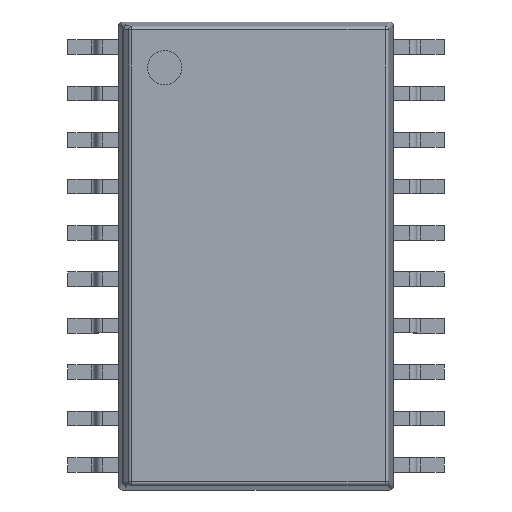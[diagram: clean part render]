
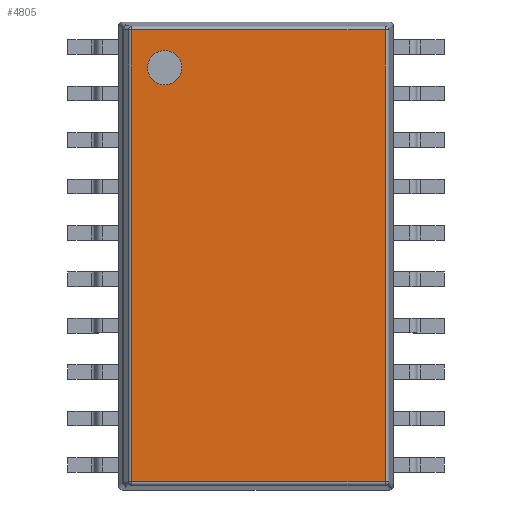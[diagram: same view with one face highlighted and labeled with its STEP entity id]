
A CAD part, top view. The second image highlights one B-rep face of the part: STEP entity #4805.
In plain terms, the highlighted planar face has unit normal (0, 0, 1).
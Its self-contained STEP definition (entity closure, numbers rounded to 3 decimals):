
#3960 = CYLINDRICAL_SURFACE('',#3961,0.1);
#3961 = AXIS2_PLACEMENT_3D('',#3962,#3963,#3964);
#3962 = CARTESIAN_POINT('',(0.3,12.581,2.55));
#3963 = DIRECTION('',(1.,0.,0.));
#3964 = DIRECTION('',(-0.,0.995,0.105));
#4161 = CYLINDRICAL_SURFACE('',#4162,0.1);
#4162 = AXIS2_PLACEMENT_3D('',#4163,#4164,#4165);
#4163 = CARTESIAN_POINT('',(0.3,0.219,2.55));
#4164 = DIRECTION('',(1.,-0.,0.));
#4165 = DIRECTION('',(-0.,-0.995,0.105));
#4262 = CYLINDRICAL_SURFACE('',#4263,0.1);
#4263 = AXIS2_PLACEMENT_3D('',#4264,#4265,#4266);
#4264 = CARTESIAN_POINT('',(0.341,0.129,2.55));
#4265 = DIRECTION('',(0.,1.,0.));
#4266 = DIRECTION('',(-0.707,0.,0.707));
#4423 = VERTEX_POINT('',#4424);
#4424 = CARTESIAN_POINT('',(0.341,12.581,2.65));
#4457 = EDGE_CURVE('',#4423,#4458,#4460,.T.);
#4458 = VERTEX_POINT('',#4459);
#4459 = CARTESIAN_POINT('',(7.281,12.581,2.65));
#4460 = SURFACE_CURVE('',#4461,(#4465,#4472),.PCURVE_S1.);
#4461 = LINE('',#4462,#4463);
#4462 = CARTESIAN_POINT('',(0.3,12.581,2.65));
#4463 = VECTOR('',#4464,1.);
#4464 = DIRECTION('',(1.,0.,0.));
#4465 = PCURVE('',#3960,#4466);
#4466 = DEFINITIONAL_REPRESENTATION('',(#4467),#4471);
#4467 = LINE('',#4468,#4469);
#4468 = CARTESIAN_POINT('',(1.466,0.));
#4469 = VECTOR('',#4470,1.);
#4470 = DIRECTION('',(0.,1.));
#4471 = ( GEOMETRIC_REPRESENTATION_CONTEXT(2) 
PARAMETRIC_REPRESENTATION_CONTEXT() REPRESENTATION_CONTEXT('2D SPACE',''
  ) );
#4472 = PCURVE('',#4473,#4478);
#4473 = PLANE('',#4474);
#4474 = AXIS2_PLACEMENT_3D('',#4475,#4476,#4477);
#4475 = CARTESIAN_POINT('',(0.,0.,2.65));
#4476 = DIRECTION('',(0.,0.,1.));
#4477 = DIRECTION('',(1.,0.,-0.));
#4478 = DEFINITIONAL_REPRESENTATION('',(#4479),#4483);
#4479 = LINE('',#4480,#4481);
#4480 = CARTESIAN_POINT('',(0.3,12.581));
#4481 = VECTOR('',#4482,1.);
#4482 = DIRECTION('',(1.,0.));
#4483 = ( GEOMETRIC_REPRESENTATION_CONTEXT(2) 
PARAMETRIC_REPRESENTATION_CONTEXT() REPRESENTATION_CONTEXT('2D SPACE',''
  ) );
#4601 = VERTEX_POINT('',#4602);
#4602 = CARTESIAN_POINT('',(0.341,0.219,2.65));
#4635 = EDGE_CURVE('',#4601,#4636,#4638,.T.);
#4636 = VERTEX_POINT('',#4637);
#4637 = CARTESIAN_POINT('',(7.281,0.219,2.65));
#4638 = SURFACE_CURVE('',#4639,(#4643,#4650),.PCURVE_S1.);
#4639 = LINE('',#4640,#4641);
#4640 = CARTESIAN_POINT('',(0.3,0.219,2.65));
#4641 = VECTOR('',#4642,1.);
#4642 = DIRECTION('',(1.,-0.,0.));
#4643 = PCURVE('',#4161,#4644);
#4644 = DEFINITIONAL_REPRESENTATION('',(#4645),#4649);
#4645 = LINE('',#4646,#4647);
#4646 = CARTESIAN_POINT('',(-1.466,0.));
#4647 = VECTOR('',#4648,1.);
#4648 = DIRECTION('',(-0.,1.));
#4649 = ( GEOMETRIC_REPRESENTATION_CONTEXT(2) 
PARAMETRIC_REPRESENTATION_CONTEXT() REPRESENTATION_CONTEXT('2D SPACE',''
  ) );
#4650 = PCURVE('',#4473,#4651);
#4651 = DEFINITIONAL_REPRESENTATION('',(#4652),#4656);
#4652 = LINE('',#4653,#4654);
#4653 = CARTESIAN_POINT('',(0.3,0.219));
#4654 = VECTOR('',#4655,1.);
#4655 = DIRECTION('',(1.,0.));
#4656 = ( GEOMETRIC_REPRESENTATION_CONTEXT(2) 
PARAMETRIC_REPRESENTATION_CONTEXT() REPRESENTATION_CONTEXT('2D SPACE',''
  ) );
#4701 = EDGE_CURVE('',#4601,#4423,#4702,.T.);
#4702 = SURFACE_CURVE('',#4703,(#4707,#4714),.PCURVE_S1.);
#4703 = LINE('',#4704,#4705);
#4704 = CARTESIAN_POINT('',(0.341,0.129,2.65));
#4705 = VECTOR('',#4706,1.);
#4706 = DIRECTION('',(0.,1.,0.));
#4707 = PCURVE('',#4262,#4708);
#4708 = DEFINITIONAL_REPRESENTATION('',(#4709),#4713);
#4709 = LINE('',#4710,#4711);
#4710 = CARTESIAN_POINT('',(0.785,0.));
#4711 = VECTOR('',#4712,1.);
#4712 = DIRECTION('',(0.,1.));
#4713 = ( GEOMETRIC_REPRESENTATION_CONTEXT(2) 
PARAMETRIC_REPRESENTATION_CONTEXT() REPRESENTATION_CONTEXT('2D SPACE',''
  ) );
#4714 = PCURVE('',#4473,#4715);
#4715 = DEFINITIONAL_REPRESENTATION('',(#4716),#4720);
#4716 = LINE('',#4717,#4718);
#4717 = CARTESIAN_POINT('',(0.341,0.129));
#4718 = VECTOR('',#4719,1.);
#4719 = DIRECTION('',(0.,1.));
#4720 = ( GEOMETRIC_REPRESENTATION_CONTEXT(2) 
PARAMETRIC_REPRESENTATION_CONTEXT() REPRESENTATION_CONTEXT('2D SPACE',''
  ) );
#4762 = CYLINDRICAL_SURFACE('',#4763,0.1);
#4763 = AXIS2_PLACEMENT_3D('',#4764,#4765,#4766);
#4764 = CARTESIAN_POINT('',(7.281,0.129,2.55));
#4765 = DIRECTION('',(0.,1.,-0.));
#4766 = DIRECTION('',(0.995,0.,0.105));
#4805 = ADVANCED_FACE('',(#4806,#4832),#4473,.T.);
#4806 = FACE_BOUND('',#4807,.T.);
#4807 = EDGE_LOOP('',(#4808,#4809,#4810,#4811));
#4808 = ORIENTED_EDGE('',*,*,#4457,.F.);
#4809 = ORIENTED_EDGE('',*,*,#4701,.F.);
#4810 = ORIENTED_EDGE('',*,*,#4635,.T.);
#4811 = ORIENTED_EDGE('',*,*,#4812,.T.);
#4812 = EDGE_CURVE('',#4636,#4458,#4813,.T.);
#4813 = SURFACE_CURVE('',#4814,(#4818,#4825),.PCURVE_S1.);
#4814 = LINE('',#4815,#4816);
#4815 = CARTESIAN_POINT('',(7.281,0.129,2.65));
#4816 = VECTOR('',#4817,1.);
#4817 = DIRECTION('',(0.,1.,-0.));
#4818 = PCURVE('',#4473,#4819);
#4819 = DEFINITIONAL_REPRESENTATION('',(#4820),#4824);
#4820 = LINE('',#4821,#4822);
#4821 = CARTESIAN_POINT('',(7.281,0.129));
#4822 = VECTOR('',#4823,1.);
#4823 = DIRECTION('',(0.,1.));
#4824 = ( GEOMETRIC_REPRESENTATION_CONTEXT(2) 
PARAMETRIC_REPRESENTATION_CONTEXT() REPRESENTATION_CONTEXT('2D SPACE',''
  ) );
#4825 = PCURVE('',#4762,#4826);
#4826 = DEFINITIONAL_REPRESENTATION('',(#4827),#4831);
#4827 = LINE('',#4828,#4829);
#4828 = CARTESIAN_POINT('',(-1.466,0.));
#4829 = VECTOR('',#4830,1.);
#4830 = DIRECTION('',(-0.,1.));
#4831 = ( GEOMETRIC_REPRESENTATION_CONTEXT(2) 
PARAMETRIC_REPRESENTATION_CONTEXT() REPRESENTATION_CONTEXT('2D SPACE',''
  ) );
#4832 = FACE_BOUND('',#4833,.T.);
#4833 = EDGE_LOOP('',(#4834));
#4834 = ORIENTED_EDGE('',*,*,#4835,.F.);
#4835 = EDGE_CURVE('',#4836,#4836,#4838,.T.);
#4836 = VERTEX_POINT('',#4837);
#4837 = CARTESIAN_POINT('',(1.719,11.55,2.65));
#4838 = SURFACE_CURVE('',#4839,(#4844,#4851),.PCURVE_S1.);
#4839 = CIRCLE('',#4840,0.469);
#4840 = AXIS2_PLACEMENT_3D('',#4841,#4842,#4843);
#4841 = CARTESIAN_POINT('',(1.25,11.55,2.65));
#4842 = DIRECTION('',(0.,0.,1.));
#4843 = DIRECTION('',(1.,0.,-0.));
#4844 = PCURVE('',#4473,#4845);
#4845 = DEFINITIONAL_REPRESENTATION('',(#4846),#4850);
#4846 = CIRCLE('',#4847,0.469);
#4847 = AXIS2_PLACEMENT_2D('',#4848,#4849);
#4848 = CARTESIAN_POINT('',(1.25,11.55));
#4849 = DIRECTION('',(1.,0.));
#4850 = ( GEOMETRIC_REPRESENTATION_CONTEXT(2) 
PARAMETRIC_REPRESENTATION_CONTEXT() REPRESENTATION_CONTEXT('2D SPACE',''
  ) );
#4851 = PCURVE('',#4852,#4857);
#4852 = CYLINDRICAL_SURFACE('',#4853,0.469);
#4853 = AXIS2_PLACEMENT_3D('',#4854,#4855,#4856);
#4854 = CARTESIAN_POINT('',(1.25,11.55,2.55));
#4855 = DIRECTION('',(0.,0.,1.));
#4856 = DIRECTION('',(1.,0.,-0.));
#4857 = DEFINITIONAL_REPRESENTATION('',(#4858),#4862);
#4858 = LINE('',#4859,#4860);
#4859 = CARTESIAN_POINT('',(0.,0.1));
#4860 = VECTOR('',#4861,1.);
#4861 = DIRECTION('',(1.,0.));
#4862 = ( GEOMETRIC_REPRESENTATION_CONTEXT(2) 
PARAMETRIC_REPRESENTATION_CONTEXT() REPRESENTATION_CONTEXT('2D SPACE',''
  ) );
